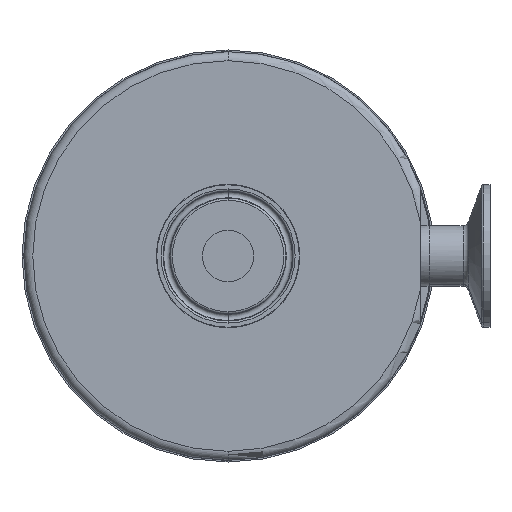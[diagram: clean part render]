
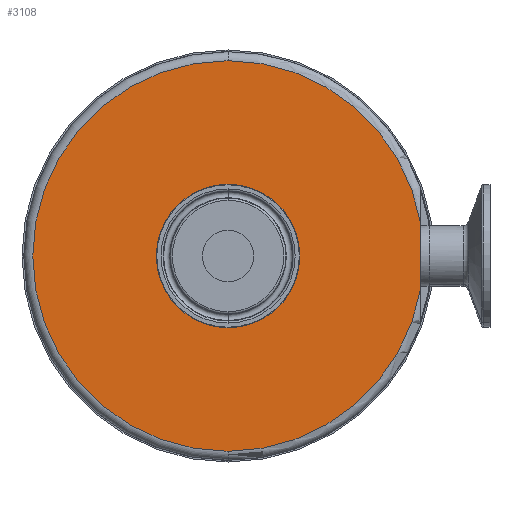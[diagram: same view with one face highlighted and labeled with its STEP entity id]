
A CAD part, front view. The second image highlights one B-rep face of the part: STEP entity #3108.
In plain terms, the highlighted planar face has unit normal (0, -1, 0).
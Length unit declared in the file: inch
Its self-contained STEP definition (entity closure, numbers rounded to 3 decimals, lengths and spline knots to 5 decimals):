
#153 = AXIS2_PLACEMENT_3D ( 'NONE', #1132, #1865, #6457 ) ;
#309 = DIRECTION ( 'NONE',  ( 0., 1., 0. ) ) ;
#382 = EDGE_CURVE ( 'NONE', #6370, #3042, #4822, .T. ) ;
#453 = FACE_OUTER_BOUND ( 'NONE', #1014, .T. ) ;
#507 = CARTESIAN_POINT ( 'NONE',  ( 2.685, -0.8, -0.46519 ) ) ;
#950 = VECTOR ( 'NONE', #6447, 39.37008 ) ;
#1014 = EDGE_LOOP ( 'NONE', ( #7561, #7632, #7805, #3966 ) ) ;
#1132 = CARTESIAN_POINT ( 'NONE',  ( 0., -0.8, 0. ) ) ;
#1208 = CARTESIAN_POINT ( 'NONE',  ( 0., -0.8, 0. ) ) ;
#1408 = CARTESIAN_POINT ( 'NONE',  ( 0., -0.8, 2.725 ) ) ;
#1803 = FACE_BOUND ( 'NONE', #6745, .T. ) ;
#1852 = AXIS2_PLACEMENT_3D ( 'NONE', #8476, #7094, #3779 ) ;
#1865 = DIRECTION ( 'NONE',  ( 0., 1., 0. ) ) ;
#1984 = ORIENTED_EDGE ( 'NONE', *, *, #4050, .T. ) ;
#2026 = AXIS2_PLACEMENT_3D ( 'NONE', #4530, #8443, #5808 ) ;
#2033 = CARTESIAN_POINT ( 'NONE',  ( 0., -0.8, 1.00125 ) ) ;
#2082 = CARTESIAN_POINT ( 'NONE',  ( 2.685, -0.8, 0.46519 ) ) ;
#2172 = EDGE_CURVE ( 'NONE', #4352, #5058, #3685, .T. ) ;
#2509 = DIRECTION ( 'NONE',  ( 0., -1., 0. ) ) ;
#2615 = DIRECTION ( 'NONE',  ( 0., 0., 1. ) ) ;
#2823 = CARTESIAN_POINT ( 'NONE',  ( 0., -0.8, -1.00125 ) ) ;
#2870 = AXIS2_PLACEMENT_3D ( 'NONE', #6858, #309, #6914 ) ;
#2944 = EDGE_CURVE ( 'NONE', #3230, #4038, #6483, .T. ) ;
#3042 = VERTEX_POINT ( 'NONE', #2823 ) ;
#3108 = ADVANCED_FACE ( 'NONE', ( #453, #1803 ), #4830, .F. ) ;
#3230 = VERTEX_POINT ( 'NONE', #6017 ) ;
#3685 = CIRCLE ( 'NONE', #5968, 2.725 ) ;
#3779 = DIRECTION ( 'NONE',  ( 0., 0., 1. ) ) ;
#3966 = ORIENTED_EDGE ( 'NONE', *, *, #4538, .T. ) ;
#4038 = VERTEX_POINT ( 'NONE', #507 ) ;
#4050 = EDGE_CURVE ( 'NONE', #3042, #6370, #4478, .T. ) ;
#4323 = AXIS2_PLACEMENT_3D ( 'NONE', #1208, #2509, #7910 ) ;
#4352 = VERTEX_POINT ( 'NONE', #2082 ) ;
#4478 = CIRCLE ( 'NONE', #2026, 1.00125 ) ;
#4530 = CARTESIAN_POINT ( 'NONE',  ( 0., -0.8, 0. ) ) ;
#4538 = EDGE_CURVE ( 'NONE', #4038, #4352, #7268, .T. ) ;
#4822 = CIRCLE ( 'NONE', #153, 1.00125 ) ;
#4830 = PLANE ( 'NONE',  #2870 ) ;
#4907 = EDGE_CURVE ( 'NONE', #5058, #3230, #5824, .T. ) ;
#5058 = VERTEX_POINT ( 'NONE', #1408 ) ;
#5575 = ORIENTED_EDGE ( 'NONE', *, *, #382, .T. ) ;
#5808 = DIRECTION ( 'NONE',  ( 0., 0., 1. ) ) ;
#5824 = CIRCLE ( 'NONE', #4323, 2.725 ) ;
#5968 = AXIS2_PLACEMENT_3D ( 'NONE', #7868, #7227, #2615 ) ;
#6017 = CARTESIAN_POINT ( 'NONE',  ( 0., -0.8, -2.725 ) ) ;
#6370 = VERTEX_POINT ( 'NONE', #2033 ) ;
#6447 = DIRECTION ( 'NONE',  ( 0., 0., 1. ) ) ;
#6457 = DIRECTION ( 'NONE',  ( 0., 0., 1. ) ) ;
#6483 = CIRCLE ( 'NONE', #1852, 2.725 ) ;
#6745 = EDGE_LOOP ( 'NONE', ( #5575, #1984 ) ) ;
#6858 = CARTESIAN_POINT ( 'NONE',  ( -1.00125, -0.8, 0. ) ) ;
#6914 = DIRECTION ( 'NONE',  ( 0., 0., 1. ) ) ;
#7094 = DIRECTION ( 'NONE',  ( 0., -1., 0. ) ) ;
#7227 = DIRECTION ( 'NONE',  ( 0., -1., 0. ) ) ;
#7268 = LINE ( 'NONE', #7718, #950 ) ;
#7561 = ORIENTED_EDGE ( 'NONE', *, *, #2172, .T. ) ;
#7632 = ORIENTED_EDGE ( 'NONE', *, *, #4907, .T. ) ;
#7718 = CARTESIAN_POINT ( 'NONE',  ( 2.685, -0.8, 0. ) ) ;
#7805 = ORIENTED_EDGE ( 'NONE', *, *, #2944, .T. ) ;
#7868 = CARTESIAN_POINT ( 'NONE',  ( 0., -0.8, 0. ) ) ;
#7910 = DIRECTION ( 'NONE',  ( 0., 0., 1. ) ) ;
#8443 = DIRECTION ( 'NONE',  ( 0., 1., 0. ) ) ;
#8476 = CARTESIAN_POINT ( 'NONE',  ( 0., -0.8, 0. ) ) ;
